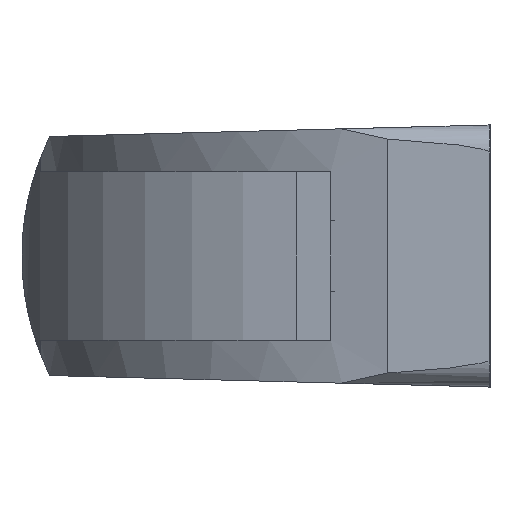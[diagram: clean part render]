
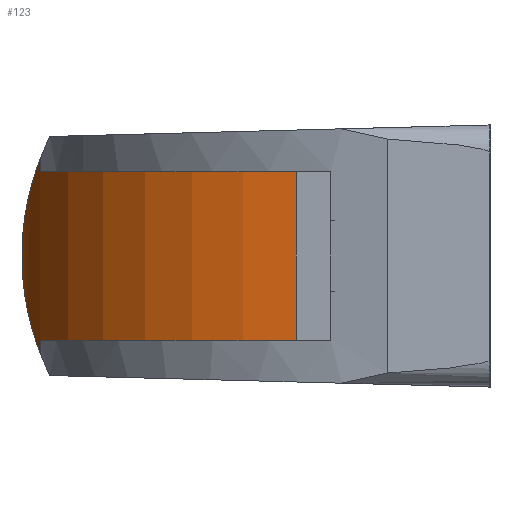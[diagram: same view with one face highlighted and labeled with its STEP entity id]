
A CAD part, left-side view. The second image highlights one B-rep face of the part: STEP entity #123.
In plain terms, the highlighted cylindrical face has radius 34 mm (diameter 68 mm), a partial arc.
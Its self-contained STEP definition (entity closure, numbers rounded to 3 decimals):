
#123 = ADVANCED_FACE( '', ( #265 ), #266, .T. );
#265 = FACE_OUTER_BOUND( '', #421, .T. );
#266 = CYLINDRICAL_SURFACE( '', #422, 34. );
#421 = EDGE_LOOP( '', ( #725, #726, #727, #728, #729, #730 ) );
#422 = AXIS2_PLACEMENT_3D( '', #731, #732, #733 );
#725 = ORIENTED_EDGE( '', *, *, #1024, .F. );
#726 = ORIENTED_EDGE( '', *, *, #1052, .T. );
#727 = ORIENTED_EDGE( '', *, *, #1027, .F. );
#728 = ORIENTED_EDGE( '', *, *, #1010, .T. );
#729 = ORIENTED_EDGE( '', *, *, #1032, .F. );
#730 = ORIENTED_EDGE( '', *, *, #1053, .F. );
#731 = CARTESIAN_POINT( '', ( 43., 17.5, 15. ) );
#732 = DIRECTION( '', ( 0., 0., 1. ) );
#733 = DIRECTION( '', ( -1., 0., 0. ) );
#1010 = EDGE_CURVE( '', #1232, #1237, #1239, .T. );
#1024 = EDGE_CURVE( '', #1260, #1262, #1263, .T. );
#1027 = EDGE_CURVE( '', #1232, #1267, #1268, .T. );
#1032 = EDGE_CURVE( '', #1273, #1237, #1275, .T. );
#1052 = EDGE_CURVE( '', #1260, #1267, #1302, .T. );
#1053 = EDGE_CURVE( '', #1262, #1273, #1303, .T. );
#1232 = VERTEX_POINT( '', #1552 );
#1237 = VERTEX_POINT( '', #1558 );
#1239 = CIRCLE( '', #1561, 34. );
#1260 = VERTEX_POINT( '', #1597 );
#1262 = VERTEX_POINT( '', #1604 );
#1263 = LINE( '', #1605, #1606 );
#1267 = VERTEX_POINT( '', #1611 );
#1268 = LINE( '', #1612, #1613 );
#1273 = VERTEX_POINT( '', #1624 );
#1275 = LINE( '', #1627, #1628 );
#1302 = B_SPLINE_CURVE_WITH_KNOTS( '', 3, ( #1664, #1665, #1666, #1667, #1668, #1669, #1670, #1671, #1672, #1673, #1674, #1675, #1676, #1677, #1678, #1679, #1680, #1681, #1682, #1683, #1684, #1685, #1686, #1687 ), .UNSPECIFIED., .F., .F., ( 4, 2, 2, 2, 2, 2, 2, 2, 2, 2, 2, 4 ), ( 0., 0.003, 0.004, 0.006, 0.009, 0.01, 0.012, 0.015, 0.016, 0.018, 0.021, 0.024 ), .UNSPECIFIED. );
#1303 = CIRCLE( '', #1688, 34. );
#1552 = CARTESIAN_POINT( '', ( 28.1, 48.061, -9. ) );
#1558 = CARTESIAN_POINT( '', ( 9.152, 20.71, -9. ) );
#1561 = AXIS2_PLACEMENT_3D( '', #1882, #1883, #1884 );
#1597 = CARTESIAN_POINT( '', ( 28.1, 48.061, 10.425 ) );
#1604 = CARTESIAN_POINT( '', ( 28.1, 48.061, 9. ) );
#1605 = CARTESIAN_POINT( '', ( 28.1, 48.061, 15. ) );
#1606 = VECTOR( '', #1896, 1000. );
#1611 = CARTESIAN_POINT( '', ( 28.1, 48.061, -10.425 ) );
#1612 = CARTESIAN_POINT( '', ( 28.1, 48.061, 15. ) );
#1613 = VECTOR( '', #1901, 1000. );
#1624 = CARTESIAN_POINT( '', ( 9.152, 20.71, 9. ) );
#1627 = CARTESIAN_POINT( '', ( 9.152, 20.71, 9. ) );
#1628 = VECTOR( '', #1904, 1000. );
#1664 = CARTESIAN_POINT( '', ( 28.1, 48.061, 10.425 ) );
#1665 = CARTESIAN_POINT( '', ( 28.693, 48.35, 9.675 ) );
#1666 = CARTESIAN_POINT( '', ( 29.271, 48.611, 8.907 ) );
#1667 = CARTESIAN_POINT( '', ( 30.098, 48.958, 7.713 ) );
#1668 = CARTESIAN_POINT( '', ( 30.367, 49.067, 7.309 ) );
#1669 = CARTESIAN_POINT( '', ( 30.885, 49.27, 6.482 ) );
#1670 = CARTESIAN_POINT( '', ( 31.135, 49.364, 6.058 ) );
#1671 = CARTESIAN_POINT( '', ( 31.84, 49.62, 4.761 ) );
#1672 = CARTESIAN_POINT( '', ( 32.249, 49.757, 3.865 ) );
#1673 = CARTESIAN_POINT( '', ( 32.694, 49.901, 2.443 ) );
#1674 = CARTESIAN_POINT( '', ( 32.814, 49.938, 1.953 ) );
#1675 = CARTESIAN_POINT( '', ( 32.973, 49.988, 0.969 ) );
#1676 = CARTESIAN_POINT( '', ( 33.014, 50.001, 0.471 ) );
#1677 = CARTESIAN_POINT( '', ( 33.009, 49.999, -1.038 ) );
#1678 = CARTESIAN_POINT( '', ( 32.834, 49.946, -2.007 ) );
#1679 = CARTESIAN_POINT( '', ( 32.387, 49.801, -3.421 ) );
#1680 = CARTESIAN_POINT( '', ( 32.206, 49.742, -3.887 ) );
#1681 = CARTESIAN_POINT( '', ( 31.808, 49.606, -4.787 ) );
#1682 = CARTESIAN_POINT( '', ( 31.589, 49.529, -5.224 ) );
#1683 = CARTESIAN_POINT( '', ( 30.89, 49.274, -6.506 ) );
#1684 = CARTESIAN_POINT( '', ( 30.369, 49.073, -7.322 ) );
#1685 = CARTESIAN_POINT( '', ( 29.269, 48.61, -8.91 ) );
#1686 = CARTESIAN_POINT( '', ( 28.69, 48.349, -9.678 ) );
#1687 = CARTESIAN_POINT( '', ( 28.1, 48.061, -10.425 ) );
#1688 = AXIS2_PLACEMENT_3D( '', #1926, #1927, #1928 );
#1882 = CARTESIAN_POINT( '', ( 43., 17.5, -9. ) );
#1883 = DIRECTION( '', ( 0., 0., 1. ) );
#1884 = DIRECTION( '', ( 1., 0., 0. ) );
#1896 = DIRECTION( '', ( 0., 0., -1. ) );
#1901 = DIRECTION( '', ( 0., 0., -1. ) );
#1904 = DIRECTION( '', ( 0., 0., -1. ) );
#1926 = CARTESIAN_POINT( '', ( 43., 17.5, 9. ) );
#1927 = DIRECTION( '', ( 0., 0., 1. ) );
#1928 = DIRECTION( '', ( 1., 0., 0. ) );
